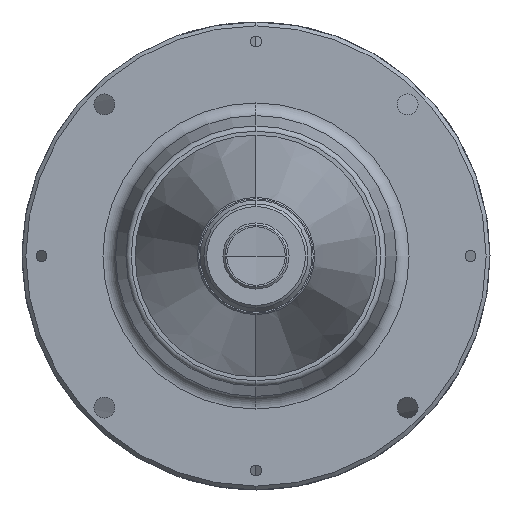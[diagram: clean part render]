
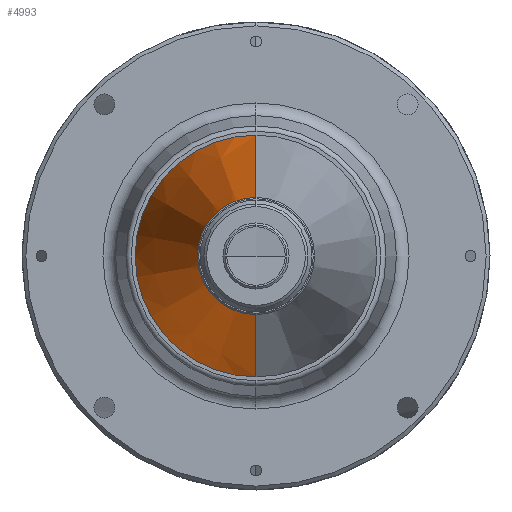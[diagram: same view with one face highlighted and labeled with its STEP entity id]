
A CAD part, left-side view. The second image highlights one B-rep face of the part: STEP entity #4993.
In plain terms, the highlighted conical face has half-angle 13.358 degrees and reference radius 46.5 mm.
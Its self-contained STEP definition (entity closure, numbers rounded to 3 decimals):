
#113 = DIRECTION ( 'NONE',  ( 1., 0., 0. ) ) ;
#239 = CARTESIAN_POINT ( 'NONE',  ( 179.742, 0., -46.5 ) ) ;
#348 = EDGE_CURVE ( 'NONE', #7933, #2122, #1595, .T. ) ;
#647 = CARTESIAN_POINT ( 'NONE',  ( 179.742, 0., 46.5 ) ) ;
#946 = EDGE_CURVE ( 'NONE', #7704, #4728, #4812, .T. ) ;
#1202 = AXIS2_PLACEMENT_3D ( 'NONE', #7770, #2408, #1757 ) ;
#1595 = LINE ( 'NONE', #239, #8503 ) ;
#1742 = AXIS2_PLACEMENT_3D ( 'NONE', #2978, #7667, #3631 ) ;
#1746 = EDGE_CURVE ( 'NONE', #7933, #7704, #6433, .T. ) ;
#1757 = DIRECTION ( 'NONE',  ( 0., 0., -1. ) ) ;
#1909 = EDGE_CURVE ( 'NONE', #4728, #2122, #7451, .T. ) ;
#2122 = VERTEX_POINT ( 'NONE', #2538 ) ;
#2260 = DIRECTION ( 'NONE',  ( 0.973, 0., -0.231 ) ) ;
#2365 = AXIS2_PLACEMENT_3D ( 'NONE', #4123, #113, #4813 ) ;
#2379 = ORIENTED_EDGE ( 'NONE', *, *, #1746, .T. ) ;
#2408 = DIRECTION ( 'NONE',  ( 1., 0., 0. ) ) ;
#2538 = CARTESIAN_POINT ( 'NONE',  ( 179.742, 0., -46.5 ) ) ;
#2978 = CARTESIAN_POINT ( 'NONE',  ( 179.742, 0., 0. ) ) ;
#3014 = VECTOR ( 'NONE', #3142, 1000. ) ;
#3142 = DIRECTION ( 'NONE',  ( 0.973, 0., 0.231 ) ) ;
#3458 = ORIENTED_EDGE ( 'NONE', *, *, #946, .T. ) ;
#3631 = DIRECTION ( 'NONE',  ( 0., 0., 1. ) ) ;
#3650 = ORIENTED_EDGE ( 'NONE', *, *, #1909, .T. ) ;
#3768 = FACE_OUTER_BOUND ( 'NONE', #7731, .T. ) ;
#4123 = CARTESIAN_POINT ( 'NONE',  ( 65.793, 0., 0. ) ) ;
#4728 = VERTEX_POINT ( 'NONE', #647 ) ;
#4812 = LINE ( 'NONE', #5822, #3014 ) ;
#4813 = DIRECTION ( 'NONE',  ( 0., 0., -1. ) ) ;
#4993 = ADVANCED_FACE ( 'NONE', ( #3768 ), #5287, .T. ) ;
#5287 = CONICAL_SURFACE ( 'NONE', #1202, 46.5, 0.233 ) ;
#5822 = CARTESIAN_POINT ( 'NONE',  ( 179.742, 0., 46.5 ) ) ;
#6433 = CIRCLE ( 'NONE', #2365, 19.441 ) ;
#6466 = CARTESIAN_POINT ( 'NONE',  ( 65.793, 0., -19.441 ) ) ;
#6866 = CARTESIAN_POINT ( 'NONE',  ( 65.793, 0., 19.441 ) ) ;
#7451 = CIRCLE ( 'NONE', #1742, 46.5 ) ;
#7667 = DIRECTION ( 'NONE',  ( -1., 0., 0. ) ) ;
#7704 = VERTEX_POINT ( 'NONE', #6866 ) ;
#7731 = EDGE_LOOP ( 'NONE', ( #2379, #3458, #3650, #8224 ) ) ;
#7770 = CARTESIAN_POINT ( 'NONE',  ( 179.742, 0., 0. ) ) ;
#7933 = VERTEX_POINT ( 'NONE', #6466 ) ;
#8224 = ORIENTED_EDGE ( 'NONE', *, *, #348, .F. ) ;
#8503 = VECTOR ( 'NONE', #2260, 1000. ) ;
